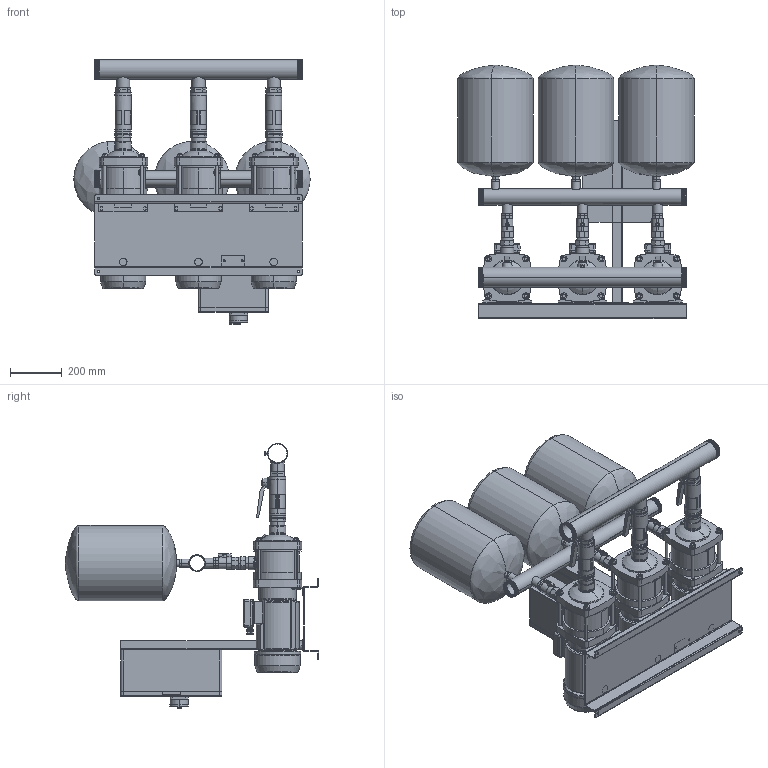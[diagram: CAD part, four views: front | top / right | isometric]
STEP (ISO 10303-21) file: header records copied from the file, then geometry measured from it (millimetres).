
FILE_DESCRIPTION (( 'STEP AP214' ), '1' );
FILE_NAME ('3EH 20-3 TS.STEP', '2022-03-02T09:50:17', ( '' ), ( '' ), 'SwSTEP 2.0', 'SolidWorks 2020', '' );
FILE_SCHEMA (( 'AUTOMOTIVE_DESIGN' ));
Length unit declared in the file: mil
Products named in the file (1): 3EH 20-3 TS
Bounding box: 909.76 x 975 x 1020 mm (x, y, z)
Volume: 111009793 mm3; surface area: 6879283.7 mm2
Topology: 98 solids, 99 shells, 2458 faces, 5880 edges, 3794 vertices
Faces by surface type: plane 1111, cylinder 1082, cone 156, bspline 50, torus 45, sphere 14
Entity records: 102658 total; most frequent: CARTESIAN_POINT 42320, DIRECTION 11982, ORIENTED_EDGE 11744, EDGE_CURVE 5872, AXIS2_PLACEMENT_3D 4470, VERTEX_POINT 3794, LINE 3042, VECTOR 3042
